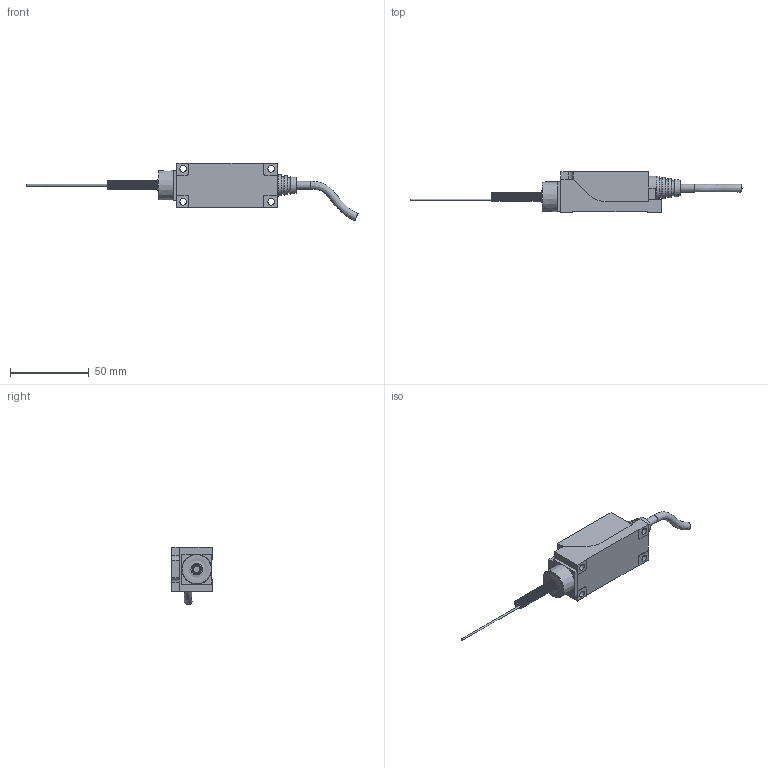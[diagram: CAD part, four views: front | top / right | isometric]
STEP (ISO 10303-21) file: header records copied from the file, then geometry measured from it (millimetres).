
FILE_DESCRIPTION(/* description */ (''),/* implementation_level */ '2;1');
FILE_NAME(/* name */ 'End swich ME-8169.step',/* time_stamp */ '2022-01-18T18:24:09+02:00',/* author */ (''),/* organization */ (''),/* preprocessor_version */ 'ST-DEVELOPER v18.1',/* originating_system */ 'Autodesk Translation Framework v10.10.0.1391',/* authorisation */ '');
FILE_SCHEMA (('AUTOMOTIVE_DESIGN { 1 0 10303 214 3 1 1 }'));
Length unit declared in the file: millimetre
Products named in the file (1): Кінцевик ME-8169
Bounding box: 211.28 x 26 x 36.59 mm (x, y, z)
Volume: 47399.5 mm3; surface area: 16913.1 mm2
Topology: 6 solids, 6 shells, 161 faces, 434 edges, 285 vertices
Faces by surface type: cylinder 85, plane 61, bspline 6, cone 5, torus 4
Full cylindrical faces by diameter (mm): 1 x1, 4.234 x4, 4.744 x12, 5 x1, 5.884 x31, 15 x1
Entity records: 12003 total; most frequent: CARTESIAN_POINT 8117, ORIENTED_EDGE 868, DIRECTION 676, EDGE_CURVE 434, VERTEX_POINT 285, AXIS2_PLACEMENT_3D 230, LINE 216, VECTOR 216
